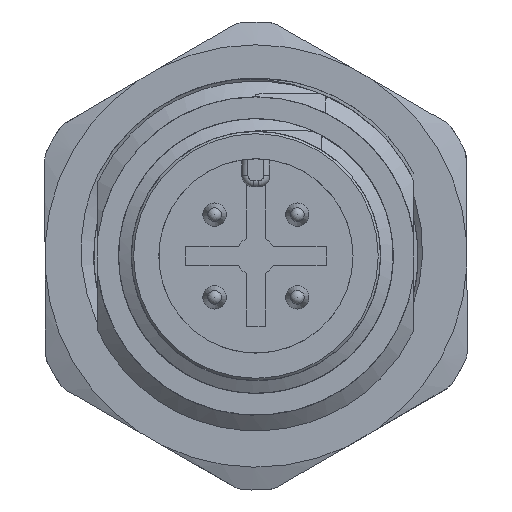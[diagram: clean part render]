
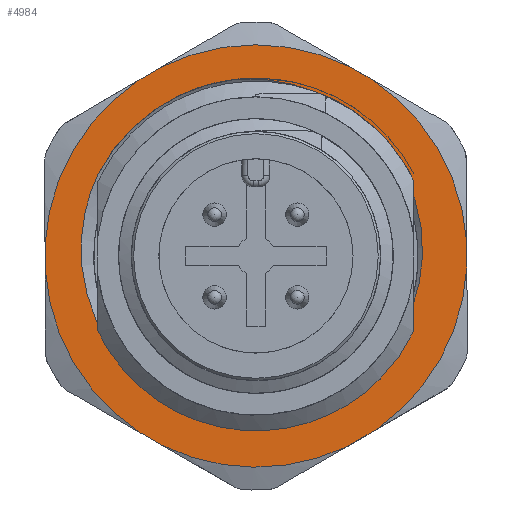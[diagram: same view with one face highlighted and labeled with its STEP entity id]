
A CAD part, front view. The second image highlights one B-rep face of the part: STEP entity #4984.
In plain terms, the highlighted face is planar.
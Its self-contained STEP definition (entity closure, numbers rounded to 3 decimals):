
#375=B_SPLINE_CURVE_WITH_KNOTS('',3,(#19248,#19249,#19250,#19251,#19252,
#19253,#19254),.UNSPECIFIED.,.F.,.F.,(4,1,1,1,4),(0.,0.004,
0.009,0.013,0.017),
 .UNSPECIFIED.);
#376=B_SPLINE_CURVE_WITH_KNOTS('',3,(#19258,#19259,#19260,#19261,#19262,
#19263,#19264),.UNSPECIFIED.,.F.,.F.,(4,1,1,1,4),(0.,
0.004,0.009,0.013,0.017),
 .UNSPECIFIED.);
#713=LINE('',#19268,#946);
#714=LINE('',#19272,#947);
#715=LINE('',#19276,#948);
#716=LINE('',#19280,#949);
#717=LINE('',#19284,#950);
#718=LINE('',#19288,#951);
#946=VECTOR('',#6632,1000.);
#947=VECTOR('',#6635,1000.);
#948=VECTOR('',#6638,1000.);
#949=VECTOR('',#6641,1000.);
#950=VECTOR('',#6644,1000.);
#951=VECTOR('',#6647,1000.);
#1918=ORIENTED_EDGE('',*,*,#2830,.T.);
#1919=ORIENTED_EDGE('',*,*,#2831,.T.);
#1920=ORIENTED_EDGE('',*,*,#2832,.T.);
#1921=ORIENTED_EDGE('',*,*,#2833,.T.);
#1922=ORIENTED_EDGE('',*,*,#2834,.F.);
#1923=ORIENTED_EDGE('',*,*,#2835,.T.);
#1924=ORIENTED_EDGE('',*,*,#2836,.F.);
#1925=ORIENTED_EDGE('',*,*,#2837,.T.);
#1926=ORIENTED_EDGE('',*,*,#2838,.F.);
#1927=ORIENTED_EDGE('',*,*,#2839,.T.);
#1928=ORIENTED_EDGE('',*,*,#2840,.F.);
#1929=ORIENTED_EDGE('',*,*,#2841,.T.);
#1930=ORIENTED_EDGE('',*,*,#2842,.F.);
#1931=ORIENTED_EDGE('',*,*,#2843,.T.);
#1932=ORIENTED_EDGE('',*,*,#2844,.F.);
#1933=ORIENTED_EDGE('',*,*,#2845,.T.);
#2830=EDGE_CURVE('',#3378,#3379,#3657,.T.);
#2831=EDGE_CURVE('',#3379,#3380,#375,.T.);
#2832=EDGE_CURVE('',#3380,#3381,#3658,.F.);
#2833=EDGE_CURVE('',#3381,#3378,#376,.T.);
#2834=EDGE_CURVE('',#3382,#3383,#3659,.F.);
#2835=EDGE_CURVE('',#3382,#3384,#713,.T.);
#2836=EDGE_CURVE('',#3385,#3384,#3660,.F.);
#2837=EDGE_CURVE('',#3385,#3386,#714,.T.);
#2838=EDGE_CURVE('',#3387,#3386,#3661,.F.);
#2839=EDGE_CURVE('',#3387,#3388,#715,.T.);
#2840=EDGE_CURVE('',#3389,#3388,#3662,.F.);
#2841=EDGE_CURVE('',#3389,#3390,#716,.T.);
#2842=EDGE_CURVE('',#3391,#3390,#3663,.F.);
#2843=EDGE_CURVE('',#3391,#3392,#717,.T.);
#2844=EDGE_CURVE('',#3393,#3392,#3664,.F.);
#2845=EDGE_CURVE('',#3393,#3383,#718,.T.);
#3378=VERTEX_POINT('',#19246);
#3379=VERTEX_POINT('',#19247);
#3380=VERTEX_POINT('',#19255);
#3381=VERTEX_POINT('',#19257);
#3382=VERTEX_POINT('',#19266);
#3383=VERTEX_POINT('',#19267);
#3384=VERTEX_POINT('',#19269);
#3385=VERTEX_POINT('',#19271);
#3386=VERTEX_POINT('',#19273);
#3387=VERTEX_POINT('',#19275);
#3388=VERTEX_POINT('',#19277);
#3389=VERTEX_POINT('',#19279);
#3390=VERTEX_POINT('',#19281);
#3391=VERTEX_POINT('',#19283);
#3392=VERTEX_POINT('',#19285);
#3393=VERTEX_POINT('',#19287);
#3657=CIRCLE('',#5645,7.6);
#3658=CIRCLE('',#5646,6.93);
#3659=CIRCLE('',#5647,9.024);
#3660=CIRCLE('',#5648,9.024);
#3661=CIRCLE('',#5649,9.024);
#3662=CIRCLE('',#5650,9.024);
#3663=CIRCLE('',#5651,9.024);
#3664=CIRCLE('',#5652,9.024);
#4004=EDGE_LOOP('',(#1918,#1919,#1920,#1921));
#4005=EDGE_LOOP('',(#1922,#1923,#1924,#1925,#1926,#1927,#1928,#1929,#1930,
#1931,#1932,#1933));
#4458=FACE_BOUND('',#4004,.T.);
#4459=FACE_BOUND('',#4005,.T.);
#4732=PLANE('',#5644);
#4984=ADVANCED_FACE('',(#4458,#4459),#4732,.T.);
#5644=AXIS2_PLACEMENT_3D('',#19244,#6624,#6625);
#5645=AXIS2_PLACEMENT_3D('',#19245,#6626,#6627);
#5646=AXIS2_PLACEMENT_3D('',#19256,#6628,#6629);
#5647=AXIS2_PLACEMENT_3D('',#19265,#6630,#6631);
#5648=AXIS2_PLACEMENT_3D('',#19270,#6633,#6634);
#5649=AXIS2_PLACEMENT_3D('',#19274,#6636,#6637);
#5650=AXIS2_PLACEMENT_3D('',#19278,#6639,#6640);
#5651=AXIS2_PLACEMENT_3D('',#19282,#6642,#6643);
#5652=AXIS2_PLACEMENT_3D('',#19286,#6645,#6646);
#6624=DIRECTION('',(1.,0.,0.));
#6625=DIRECTION('',(0.,0.,-1.));
#6626=DIRECTION('',(-1.,0.,0.));
#6627=DIRECTION('',(0.,1.,0.));
#6628=DIRECTION('',(1.,0.,0.));
#6629=DIRECTION('',(0.,0.,-1.));
#6630=DIRECTION('',(1.,0.,0.));
#6631=DIRECTION('',(0.,0.,-1.));
#6632=DIRECTION('',(0.,1.,0.));
#6633=DIRECTION('',(1.,0.,0.));
#6634=DIRECTION('',(0.,0.,-1.));
#6635=DIRECTION('',(0.,0.497,0.868));
#6636=DIRECTION('',(1.,0.,0.));
#6637=DIRECTION('',(0.,0.,-1.));
#6638=DIRECTION('',(0.,-0.497,0.868));
#6639=DIRECTION('',(1.,0.,0.));
#6640=DIRECTION('',(0.,0.,-1.));
#6641=DIRECTION('',(0.,-1.,0.));
#6642=DIRECTION('',(1.,0.,0.));
#6643=DIRECTION('',(0.,0.,-1.));
#6644=DIRECTION('',(0.,-0.498,-0.867));
#6645=DIRECTION('',(1.,0.,0.));
#6646=DIRECTION('',(0.,0.,-1.));
#6647=DIRECTION('',(0.,0.498,-0.867));
#19244=CARTESIAN_POINT('',(1.5,0.,0.));
#19245=CARTESIAN_POINT('',(1.5,0.,0.));
#19246=CARTESIAN_POINT('',(1.5,-4.081,6.411));
#19247=CARTESIAN_POINT('',(1.5,3.02,6.974));
#19248=CARTESIAN_POINT('',(1.5,3.02,6.974));
#19249=CARTESIAN_POINT('',(1.5,4.318,6.354));
#19250=CARTESIAN_POINT('',(1.5,6.523,4.378));
#19251=CARTESIAN_POINT('',(1.5,7.706,0.079));
#19252=CARTESIAN_POINT('',(1.5,6.285,-4.171));
#19253=CARTESIAN_POINT('',(1.5,3.917,-5.964));
#19254=CARTESIAN_POINT('',(1.5,2.558,-6.441));
#19255=CARTESIAN_POINT('',(1.5,2.558,-6.441));
#19256=CARTESIAN_POINT('',(1.5,0.,0.));
#19257=CARTESIAN_POINT('',(1.5,-1.511,-6.763));
#19258=CARTESIAN_POINT('',(1.5,-1.511,-6.763));
#19259=CARTESIAN_POINT('',(1.5,-2.927,-6.508));
#19260=CARTESIAN_POINT('',(1.5,-5.554,-5.103));
#19261=CARTESIAN_POINT('',(1.5,-7.621,-1.142));
#19262=CARTESIAN_POINT('',(1.5,-7.131,3.298));
#19263=CARTESIAN_POINT('',(1.5,-5.265,5.594));
#19264=CARTESIAN_POINT('',(1.5,-4.081,6.411));
#19265=CARTESIAN_POINT('',(1.5,0.,0.));
#19266=CARTESIAN_POINT('',(1.5,-0.764,-8.992));
#19267=CARTESIAN_POINT('',(1.5,-7.542,-4.955));
#19268=CARTESIAN_POINT('',(1.5,-4.376,-8.992));
#19269=CARTESIAN_POINT('',(1.5,0.764,-8.992));
#19270=CARTESIAN_POINT('',(1.5,0.,0.));
#19271=CARTESIAN_POINT('',(1.5,7.551,-4.941));
#19272=CARTESIAN_POINT('',(1.5,5.661,-8.243));
#19273=CARTESIAN_POINT('',(1.5,8.085,-4.008));
#19274=CARTESIAN_POINT('',(1.5,0.,0.));
#19275=CARTESIAN_POINT('',(1.5,8.085,4.008));
#19276=CARTESIAN_POINT('',(1.5,9.975,0.706));
#19277=CARTESIAN_POINT('',(1.5,7.551,4.941));
#19278=CARTESIAN_POINT('',(1.5,0.,0.));
#19279=CARTESIAN_POINT('',(1.5,0.537,9.008));
#19280=CARTESIAN_POINT('',(1.5,4.342,9.008));
#19281=CARTESIAN_POINT('',(1.5,-0.537,9.008));
#19282=CARTESIAN_POINT('',(1.5,0.,0.));
#19283=CARTESIAN_POINT('',(1.5,-7.542,4.955));
#19284=CARTESIAN_POINT('',(1.5,-5.646,8.254));
#19285=CARTESIAN_POINT('',(1.5,-8.078,4.024));
#19286=CARTESIAN_POINT('',(1.5,0.,0.));
#19287=CARTESIAN_POINT('',(1.5,-8.078,-4.024));
#19288=CARTESIAN_POINT('',(1.5,-9.974,-0.725));
